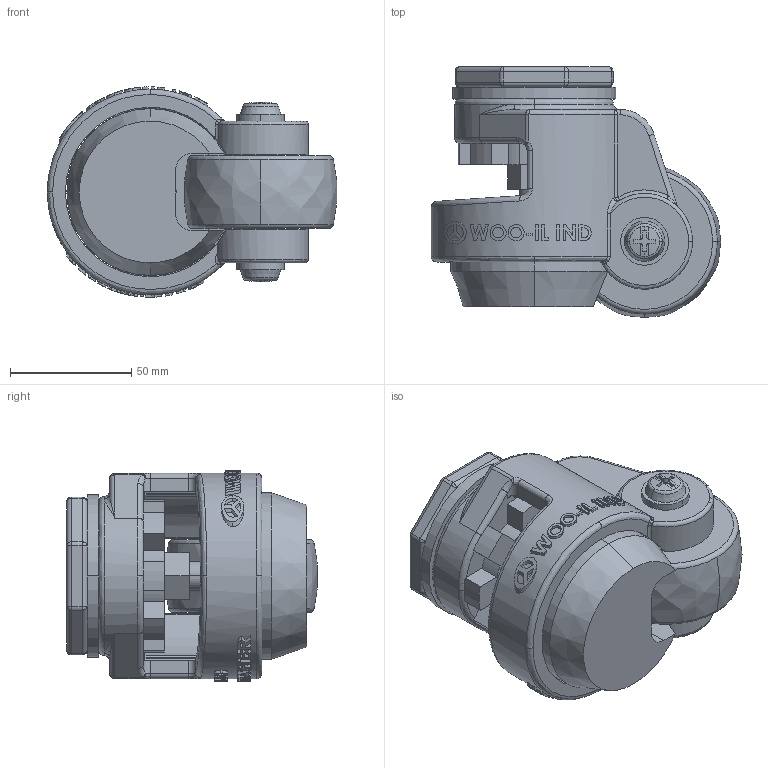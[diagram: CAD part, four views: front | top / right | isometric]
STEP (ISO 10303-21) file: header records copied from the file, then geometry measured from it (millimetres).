
FILE_DESCRIPTION (( 'STEP AP214' ), '1' );
FILE_NAME ('WI-80S.STEP', '2022-01-24T11:01:21', ( '' ), ( '' ), 'SwSTEP 2.0', 'SolidWorks 2019', '' );
FILE_SCHEMA (( 'AUTOMOTIVE_DESIGN' ));
Length unit declared in the file: millimetre
Products named in the file (1): WI-80S
Bounding box: 119.15 x 103.33 x 86.64 mm (x, y, z)
Volume: 467230.2 mm3; surface area: 75122.9 mm2
Topology: 1 solids, 1 shells, 656 faces, 1704 edges, 1074 vertices
Faces by surface type: plane 287, cylinder 174, bspline 161, sphere 14, cone 11, torus 9
Entity records: 29922 total; most frequent: CARTESIAN_POINT 15129, ORIENTED_EDGE 3368, DIRECTION 2732, EDGE_CURVE 1684, VERTEX_POINT 1074, AXIS2_PLACEMENT_3D 1005, VECTOR 722, LINE 722
